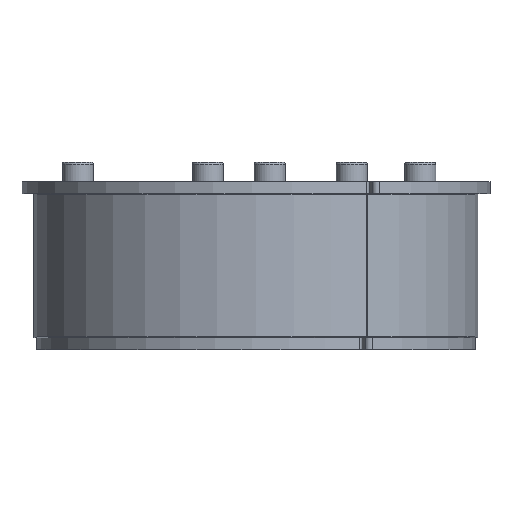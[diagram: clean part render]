
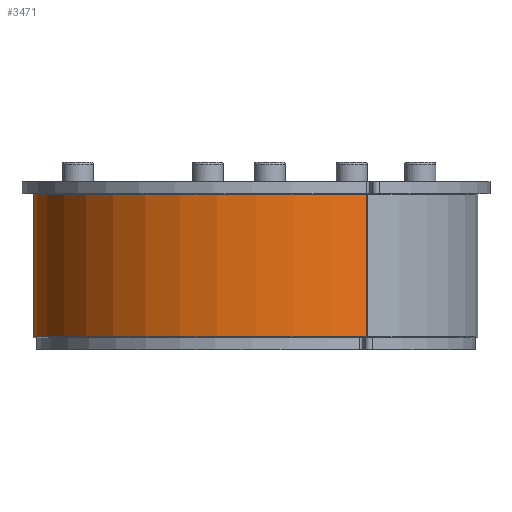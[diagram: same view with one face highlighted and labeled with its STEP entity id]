
A CAD part, front view. The second image highlights one B-rep face of the part: STEP entity #3471.
In plain terms, the highlighted cylindrical face has radius 92.5 mm (diameter 185 mm), a partial arc.
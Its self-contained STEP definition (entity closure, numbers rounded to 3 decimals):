
#2632=CARTESIAN_POINT('',(45.989,80.257,0.3));
#2633=VERTEX_POINT('',#2632);
#2755=CARTESIAN_POINT('',(-92.5,0.301,0.3));
#2756=VERTEX_POINT('',#2755);
#2797=CARTESIAN_POINT('',(45.989,80.257,59.7));
#2798=VERTEX_POINT('',#2797);
#2829=CARTESIAN_POINT('',(45.989,80.257,0.3));
#2830=DIRECTION('',(0.0,0.0,1.0));
#2831=VECTOR('',#2830,59.4);
#2832=LINE('',#2829,#2831);
#2833=EDGE_CURVE('',#2633,#2798,#2832,.T.);
#3016=CARTESIAN_POINT('',(-92.5,0.301,59.7));
#3017=VERTEX_POINT('',#3016);
#3050=CARTESIAN_POINT('',(-92.5,0.301,59.7));
#3051=DIRECTION('',(0.0,0.0,-1.0));
#3052=VECTOR('',#3051,59.4);
#3053=LINE('',#3050,#3052);
#3054=EDGE_CURVE('',#3017,#2756,#3053,.T.);
#3234=CARTESIAN_POINT('',(0.0,0.0,59.7));
#3235=DIRECTION('',(0.0,0.0,1.0));
#3236=DIRECTION('',(-0.5,0.866,0.0));
#3237=AXIS2_PLACEMENT_3D('',#3234,#3235,#3236);
#3238=CIRCLE('',#3237,92.5);
#3239=EDGE_CURVE('',#2798,#3017,#3238,.T.);
#3288=CARTESIAN_POINT('',(0.0,0.0,0.3));
#3289=DIRECTION('',(0.0,0.0,-1.0));
#3290=DIRECTION('',(-0.5,0.866,0.0));
#3291=AXIS2_PLACEMENT_3D('',#3288,#3289,#3290);
#3292=CIRCLE('',#3291,92.5);
#3293=EDGE_CURVE('',#2756,#2633,#3292,.T.);
#3460=CARTESIAN_POINT('',(0.0,0.0,0.0));
#3461=DIRECTION('',(0.0,0.0,1.0));
#3462=DIRECTION('',(-0.5,-0.866,0.0));
#3463=AXIS2_PLACEMENT_3D('',#3460,#3461,#3462);
#3464=CYLINDRICAL_SURFACE('',#3463,92.5);
#3465=ORIENTED_EDGE('',*,*,#3054,.F.);
#3466=ORIENTED_EDGE('',*,*,#3239,.F.);
#3467=ORIENTED_EDGE('',*,*,#2833,.F.);
#3468=ORIENTED_EDGE('',*,*,#3293,.F.);
#3469=EDGE_LOOP('',(#3465,#3466,#3467,#3468));
#3470=FACE_OUTER_BOUND('',#3469,.T.);
#3471=ADVANCED_FACE('',(#3470),#3464,.T.);
